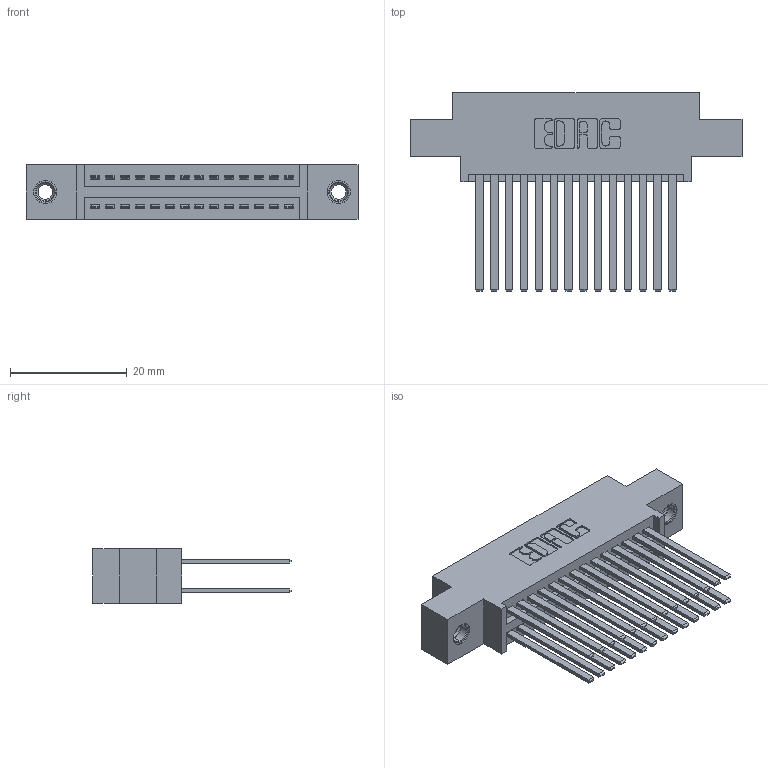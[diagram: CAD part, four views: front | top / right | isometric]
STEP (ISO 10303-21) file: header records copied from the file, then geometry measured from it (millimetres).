
FILE_DESCRIPTION (( 'STEP AP203' ), '1' );
FILE_NAME ('345-028-544-807.STEP', '2019-10-28T00:16:24', ( '' ), ( '' ), 'SwSTEP 2.0', 'SolidWorks 2016', '' );
FILE_SCHEMA (( 'CONFIG_CONTROL_DESIGN' ));
Length unit declared in the file: inch
Products named in the file (4): 345-250-001_345-250-005-103; 345-292-001_345-293-144; 345-028-544-807; 345 Part_0.170 Offset - 0.156 Dia-TI
Assembly tree (31 placements, depth 2):
  345-028-544-807
    345 Part_0.170 Offset - 0.156 Dia-TI
    345-292-001_345-293-144  x28
    345-250-001_345-250-005-103  x2
Bounding box: 56.77 x 33.96 x 9.4 mm (x, y, z)
Volume: 5520.3 mm3; surface area: 8939.4 mm2
Topology: 31 solids, 31 shells, 1422 faces, 4157 edges, 2726 vertices
Faces by surface type: plane 928, cylinder 478, cone 12, torus 4
Entity records: 15888 total; most frequent: CARTESIAN_POINT 2671, ORIENTED_EDGE 2598, DIRECTION 2413, EDGE_CURVE 1299, VECTOR 1095, LINE 1095, VERTEX_POINT 860, AXIS2_PLACEMENT_3D 659
